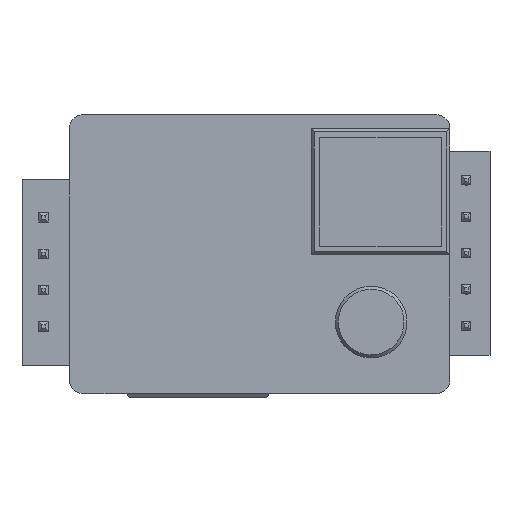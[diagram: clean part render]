
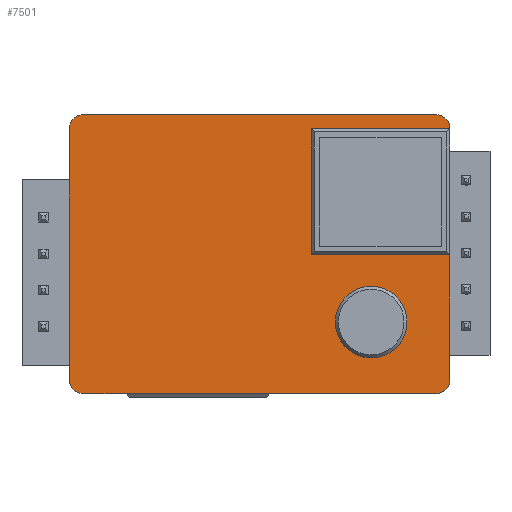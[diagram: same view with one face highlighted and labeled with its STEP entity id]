
A CAD part, top view. The second image highlights one B-rep face of the part: STEP entity #7501.
In plain terms, the highlighted planar face has unit normal (0, 0, 1).
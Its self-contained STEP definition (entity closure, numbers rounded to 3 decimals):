
#52=FACE_BOUND('',#986,.T.);
#86=PLANE('',#8011);
#556=FACE_OUTER_BOUND('',#985,.T.);
#985=EDGE_LOOP('',(#5426,#5427,#5428,#5429,#5430,#5431,#5432,#5433,#5434,
#5435,#5436,#5437,#5438));
#986=EDGE_LOOP('',(#5439,#5440));
#1455=LINE('',#10571,#2489);
#1459=LINE('',#10578,#2493);
#1461=LINE('',#10583,#2495);
#1462=LINE('',#10587,#2496);
#1463=LINE('',#10591,#2497);
#1464=LINE('',#10593,#2498);
#1465=LINE('',#10597,#2499);
#1466=LINE('',#10599,#2500);
#1467=LINE('',#10600,#2501);
#2489=VECTOR('',#8578,1000.);
#2493=VECTOR('',#8584,1000.);
#2495=VECTOR('',#8588,1000.);
#2496=VECTOR('',#8591,1000.);
#2497=VECTOR('',#8594,1000.);
#2498=VECTOR('',#8597,1000.);
#2499=VECTOR('',#8600,1000.);
#2500=VECTOR('',#8601,1000.);
#2501=VECTOR('',#8602,1000.);
#3523=CIRCLE('',#7999,2.5);
#3526=CIRCLE('',#8002,2.5);
#3531=CIRCLE('',#8012,1.);
#3532=CIRCLE('',#8013,1.);
#3533=CIRCLE('',#8014,1.);
#3534=CIRCLE('',#8015,1.);
#3571=VERTEX_POINT('',#10497);
#3572=VERTEX_POINT('',#10498);
#3605=VERTEX_POINT('',#10569);
#3606=VERTEX_POINT('',#10570);
#3607=VERTEX_POINT('',#10575);
#3608=VERTEX_POINT('',#10577);
#3609=VERTEX_POINT('',#10581);
#3610=VERTEX_POINT('',#10582);
#3611=VERTEX_POINT('',#10584);
#3612=VERTEX_POINT('',#10586);
#3613=VERTEX_POINT('',#10588);
#3614=VERTEX_POINT('',#10590);
#3615=VERTEX_POINT('',#10594);
#3616=VERTEX_POINT('',#10596);
#3617=VERTEX_POINT('',#10598);
#4273=EDGE_CURVE('',#3571,#3572,#3523,.T.);
#4277=EDGE_CURVE('',#3572,#3571,#3526,.T.);
#4308=EDGE_CURVE('',#3605,#3606,#1455,.T.);
#4312=EDGE_CURVE('',#3608,#3607,#1459,.T.);
#4314=EDGE_CURVE('',#3609,#3610,#1461,.T.);
#4315=EDGE_CURVE('',#3609,#3611,#3531,.T.);
#4316=EDGE_CURVE('',#3611,#3612,#1462,.T.);
#4317=EDGE_CURVE('',#3612,#3613,#3532,.T.);
#4318=EDGE_CURVE('',#3613,#3614,#1463,.T.);
#4319=EDGE_CURVE('',#3614,#3605,#3533,.T.);
#4320=EDGE_CURVE('',#3608,#3606,#1464,.T.);
#4321=EDGE_CURVE('',#3607,#3615,#3534,.T.);
#4322=EDGE_CURVE('',#3615,#3616,#1465,.T.);
#4323=EDGE_CURVE('',#3617,#3616,#1466,.T.);
#4324=EDGE_CURVE('',#3610,#3617,#1467,.T.);
#5426=ORIENTED_EDGE('',*,*,#4314,.F.);
#5427=ORIENTED_EDGE('',*,*,#4315,.T.);
#5428=ORIENTED_EDGE('',*,*,#4316,.T.);
#5429=ORIENTED_EDGE('',*,*,#4317,.T.);
#5430=ORIENTED_EDGE('',*,*,#4318,.T.);
#5431=ORIENTED_EDGE('',*,*,#4319,.T.);
#5432=ORIENTED_EDGE('',*,*,#4308,.T.);
#5433=ORIENTED_EDGE('',*,*,#4320,.F.);
#5434=ORIENTED_EDGE('',*,*,#4312,.T.);
#5435=ORIENTED_EDGE('',*,*,#4321,.T.);
#5436=ORIENTED_EDGE('',*,*,#4322,.T.);
#5437=ORIENTED_EDGE('',*,*,#4323,.F.);
#5438=ORIENTED_EDGE('',*,*,#4324,.F.);
#5439=ORIENTED_EDGE('',*,*,#4273,.F.);
#5440=ORIENTED_EDGE('',*,*,#4277,.F.);
#7501=ADVANCED_FACE('',(#556,#52),#86,.T.);
#7999=AXIS2_PLACEMENT_3D('',#10499,#8529,#8530);
#8002=AXIS2_PLACEMENT_3D('',#10505,#8536,#8537);
#8011=AXIS2_PLACEMENT_3D('',#10580,#8586,#8587);
#8012=AXIS2_PLACEMENT_3D('',#10585,#8589,#8590);
#8013=AXIS2_PLACEMENT_3D('',#10589,#8592,#8593);
#8014=AXIS2_PLACEMENT_3D('',#10592,#8595,#8596);
#8015=AXIS2_PLACEMENT_3D('',#10595,#8598,#8599);
#8529=DIRECTION('center_axis',(0.,0.,1.));
#8530=DIRECTION('ref_axis',(1.,0.,0.));
#8536=DIRECTION('center_axis',(0.,0.,1.));
#8537=DIRECTION('ref_axis',(1.,0.,0.));
#8578=DIRECTION('',(1.,0.,0.));
#8584=DIRECTION('',(1.,0.,0.));
#8586=DIRECTION('center_axis',(0.,0.,1.));
#8587=DIRECTION('ref_axis',(1.,0.,0.));
#8588=DIRECTION('',(-1.,0.,0.));
#8589=DIRECTION('center_axis',(0.,0.,1.));
#8590=DIRECTION('ref_axis',(1.,0.,0.));
#8591=DIRECTION('',(-1.,0.,0.));
#8592=DIRECTION('center_axis',(0.,0.,1.));
#8593=DIRECTION('ref_axis',(1.,0.,0.));
#8594=DIRECTION('',(0.,-1.,0.));
#8595=DIRECTION('center_axis',(0.,0.,1.));
#8596=DIRECTION('ref_axis',(1.,0.,0.));
#8597=DIRECTION('',(-1.,0.,0.));
#8598=DIRECTION('center_axis',(0.,0.,1.));
#8599=DIRECTION('ref_axis',(1.,0.,0.));
#8600=DIRECTION('',(0.,1.,0.));
#8601=DIRECTION('',(1.,0.,0.));
#8602=DIRECTION('',(0.,-1.,0.));
#10497=CARTESIAN_POINT('',(10.3,-4.75,8.5));
#10498=CARTESIAN_POINT('',(5.3,-4.75,8.5));
#10499=CARTESIAN_POINT('Origin',(7.8,-4.75,8.5));
#10505=CARTESIAN_POINT('Origin',(7.8,-4.75,8.5));
#10569=CARTESIAN_POINT('',(-12.3,-9.75,8.5));
#10570=CARTESIAN_POINT('',(-9.3,-9.75,8.5));
#10571=CARTESIAN_POINT('',(-13.3,-9.75,8.5));
#10575=CARTESIAN_POINT('',(12.3,-9.75,8.5));
#10577=CARTESIAN_POINT('',(0.7,-9.75,8.5));
#10578=CARTESIAN_POINT('',(-13.3,-9.75,8.5));
#10580=CARTESIAN_POINT('Origin',(0.,0.,8.5));
#10581=CARTESIAN_POINT('',(13.3,8.75,8.5));
#10582=CARTESIAN_POINT('',(3.6,8.75,8.5));
#10583=CARTESIAN_POINT('',(3.6,8.75,8.5));
#10584=CARTESIAN_POINT('',(12.3,9.75,8.5));
#10585=CARTESIAN_POINT('Origin',(12.3,8.75,8.5));
#10586=CARTESIAN_POINT('',(-12.3,9.75,8.5));
#10587=CARTESIAN_POINT('',(-13.3,9.75,8.5));
#10588=CARTESIAN_POINT('',(-13.3,8.75,8.5));
#10589=CARTESIAN_POINT('Origin',(-12.3,8.75,8.5));
#10590=CARTESIAN_POINT('',(-13.3,-8.75,8.5));
#10591=CARTESIAN_POINT('',(-13.3,9.75,8.5));
#10592=CARTESIAN_POINT('Origin',(-12.3,-8.75,8.5));
#10593=CARTESIAN_POINT('',(-9.3,-9.75,8.5));
#10594=CARTESIAN_POINT('',(13.3,-8.75,8.5));
#10595=CARTESIAN_POINT('Origin',(12.3,-8.75,8.5));
#10596=CARTESIAN_POINT('',(13.3,-0.05,8.5));
#10597=CARTESIAN_POINT('',(13.3,9.75,8.5));
#10598=CARTESIAN_POINT('',(3.6,-0.05,8.5));
#10599=CARTESIAN_POINT('',(3.6,-0.05,8.5));
#10600=CARTESIAN_POINT('',(3.6,8.75,8.5));
